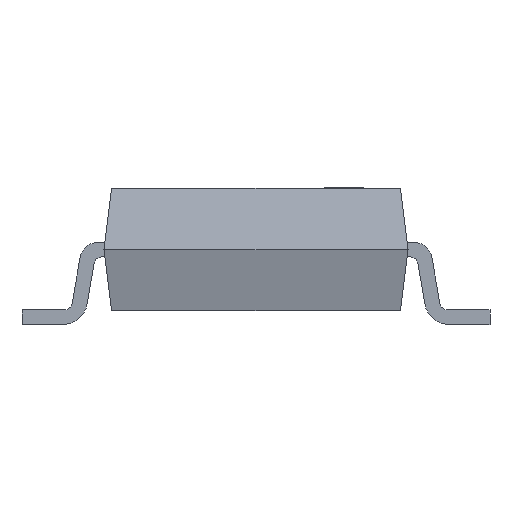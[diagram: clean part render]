
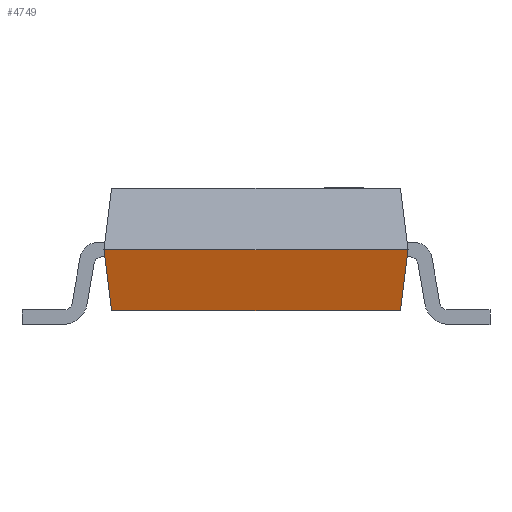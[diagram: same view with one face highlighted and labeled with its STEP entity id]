
A CAD part, front view. The second image highlights one B-rep face of the part: STEP entity #4749.
In plain terms, the highlighted free-form (B-spline) face has degree [1, 1] with [2, 2] control points.
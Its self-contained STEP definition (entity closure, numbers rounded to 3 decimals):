
#1060 = VERTEX_POINT('',#1061);
#1061 = CARTESIAN_POINT('',(-1.95,-4.325,0.963));
#1066 = EDGE_CURVE('',#1067,#1060,#1069,.T.);
#1067 = VERTEX_POINT('',#1068);
#1068 = CARTESIAN_POINT('',(1.95,-4.325,0.963));
#1069 = LINE('',#1070,#1071);
#1070 = CARTESIAN_POINT('',(1.95,-4.325,0.963));
#1071 = VECTOR('',#1072,1.);
#1072 = DIRECTION('',(-1.,0.,0.));
#4749 = ADVANCED_FACE('',(#4750),#4773,.T.);
#4750 = FACE_BOUND('',#4751,.T.);
#4751 = EDGE_LOOP('',(#4752,#4753,#4760,#4768));
#4752 = ORIENTED_EDGE('',*,*,#1066,.T.);
#4753 = ORIENTED_EDGE('',*,*,#4754,.T.);
#4754 = EDGE_CURVE('',#1060,#4755,#4757,.T.);
#4755 = VERTEX_POINT('',#4756);
#4756 = CARTESIAN_POINT('',(-1.853,-4.109,0.175));
#4757 = B_SPLINE_CURVE_WITH_KNOTS('',1,(#4758,#4759),.UNSPECIFIED.,.F.,
  .F.,(2,2),(0.,1.),.PIECEWISE_BEZIER_KNOTS.);
#4758 = CARTESIAN_POINT('',(-1.95,-4.325,0.963));
#4759 = CARTESIAN_POINT('',(-1.853,-4.109,0.175));
#4760 = ORIENTED_EDGE('',*,*,#4761,.F.);
#4761 = EDGE_CURVE('',#4762,#4755,#4764,.T.);
#4762 = VERTEX_POINT('',#4763);
#4763 = CARTESIAN_POINT('',(1.853,-4.109,0.175));
#4764 = LINE('',#4765,#4766);
#4765 = CARTESIAN_POINT('',(1.853,-4.109,0.175));
#4766 = VECTOR('',#4767,1.);
#4767 = DIRECTION('',(-1.,0.,0.));
#4768 = ORIENTED_EDGE('',*,*,#4769,.F.);
#4769 = EDGE_CURVE('',#1067,#4762,#4770,.T.);
#4770 = B_SPLINE_CURVE_WITH_KNOTS('',1,(#4771,#4772),.UNSPECIFIED.,.F.,
  .F.,(2,2),(0.,1.),.PIECEWISE_BEZIER_KNOTS.);
#4771 = CARTESIAN_POINT('',(1.95,-4.325,0.963));
#4772 = CARTESIAN_POINT('',(1.853,-4.109,0.175));
#4773 = B_SPLINE_SURFACE_WITH_KNOTS('',1,1,(
    (#4774,#4775)
    ,(#4776,#4777
    )),.UNSPECIFIED.,.F.,.F.,.F.,(2,2),(2,2),(0.,3.9),(0.,1.),
  .PIECEWISE_BEZIER_KNOTS.);
#4774 = CARTESIAN_POINT('',(1.95,-4.325,0.963));
#4775 = CARTESIAN_POINT('',(1.853,-4.109,0.175));
#4776 = CARTESIAN_POINT('',(-1.95,-4.325,0.963));
#4777 = CARTESIAN_POINT('',(-1.853,-4.109,0.175));
